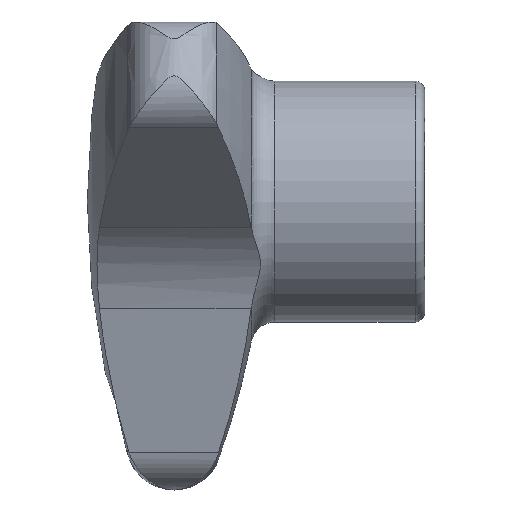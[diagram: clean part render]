
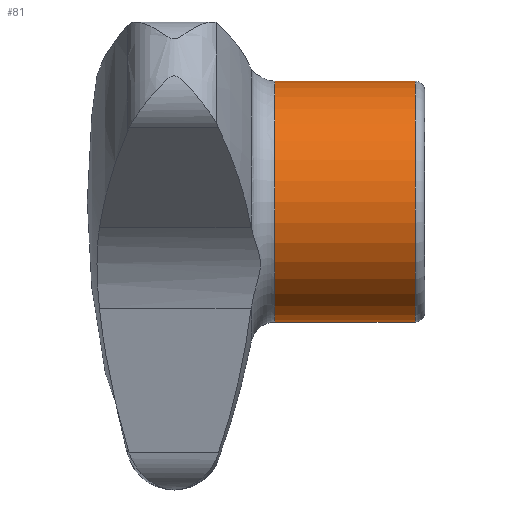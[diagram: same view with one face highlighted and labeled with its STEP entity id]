
A CAD part, left-side view. The second image highlights one B-rep face of the part: STEP entity #81.
In plain terms, the highlighted cylindrical face has radius 12.5 mm (diameter 25 mm), a full revolution.
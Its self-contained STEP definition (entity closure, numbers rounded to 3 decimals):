
#81 = ADVANCED_FACE( '', ( #120, #121 ), #122, .T. );
#120 = FACE_OUTER_BOUND( '', #187, .T. );
#121 = FACE_OUTER_BOUND( '', #188, .T. );
#122 = CYLINDRICAL_SURFACE( '', #189, 12.5 );
#187 = EDGE_LOOP( '', ( #349 ) );
#188 = EDGE_LOOP( '', ( #350 ) );
#189 = AXIS2_PLACEMENT_3D( '', #351, #352, #353 );
#349 = ORIENTED_EDGE( '', *, *, #548, .F. );
#350 = ORIENTED_EDGE( '', *, *, #549, .T. );
#351 = CARTESIAN_POINT( '', ( 0., 0., 0. ) );
#352 = DIRECTION( '', ( 0., 1., 0. ) );
#353 = DIRECTION( '', ( 0., 0., -1. ) );
#548 = EDGE_CURVE( '', #639, #639, #640, .T. );
#549 = EDGE_CURVE( '', #641, #641, #642, .T. );
#639 = VERTEX_POINT( '', #1006 );
#640 = CIRCLE( '', #1007, 12.5 );
#641 = VERTEX_POINT( '', #1008 );
#642 = CIRCLE( '', #1009, 12.5 );
#1006 = CARTESIAN_POINT( '', ( 0., 1., -12.5 ) );
#1007 = AXIS2_PLACEMENT_3D( '', #1257, #1258, #1259 );
#1008 = CARTESIAN_POINT( '', ( 0., 15.537, -12.5 ) );
#1009 = AXIS2_PLACEMENT_3D( '', #1260, #1261, #1262 );
#1257 = CARTESIAN_POINT( '', ( 0., 1., 0. ) );
#1258 = DIRECTION( '', ( 0., -1., 0. ) );
#1259 = DIRECTION( '', ( 0., 0., -1. ) );
#1260 = CARTESIAN_POINT( '', ( 0., 15.537, 0. ) );
#1261 = DIRECTION( '', ( 0., -1., 0. ) );
#1262 = DIRECTION( '', ( 0., 0., -1. ) );
